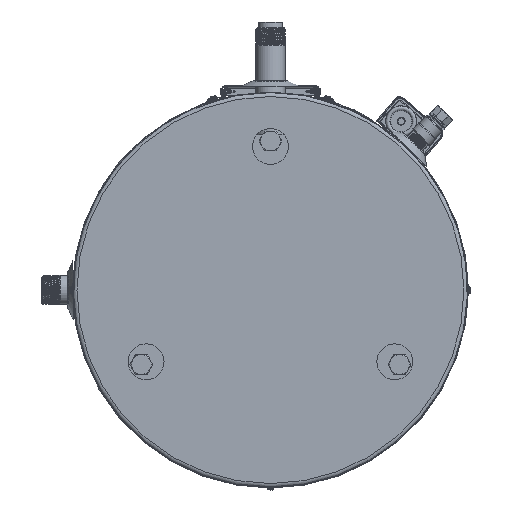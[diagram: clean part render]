
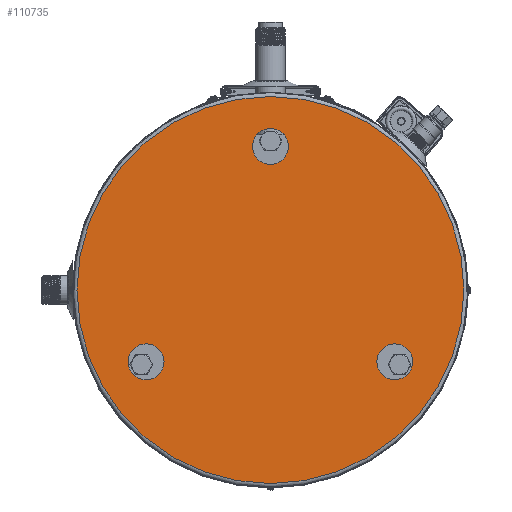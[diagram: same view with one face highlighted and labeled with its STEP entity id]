
A CAD part, front view. The second image highlights one B-rep face of the part: STEP entity #110735.
In plain terms, the highlighted planar face has unit normal (0, -1, 0).
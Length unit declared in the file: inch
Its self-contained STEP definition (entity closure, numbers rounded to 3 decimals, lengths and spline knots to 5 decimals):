
#1857 = DIRECTION ( 'NONE',  ( 0., 0., 1. ) ) ;
#2310 = AXIS2_PLACEMENT_3D ( 'NONE', #55665, #145418, #33534 ) ;
#4504 = CARTESIAN_POINT ( 'NONE',  ( 0., 0., 9. ) ) ;
#7166 = CIRCLE ( 'NONE', #80093, 1. ) ;
#10994 = CARTESIAN_POINT ( 'NONE',  ( 6.9282, 0., -3. ) ) ;
#13615 = DIRECTION ( 'NONE',  ( 0., 1., 0. ) ) ;
#23500 = DIRECTION ( 'NONE',  ( 0., 1., 0. ) ) ;
#25783 = VERTEX_POINT ( 'NONE', #4504 ) ;
#27394 = ORIENTED_EDGE ( 'NONE', *, *, #133191, .T. ) ;
#30293 = CARTESIAN_POINT ( 'NONE',  ( 0., 0., -10.78 ) ) ;
#30370 = DIRECTION ( 'NONE',  ( 0., 0., 1. ) ) ;
#32574 = DIRECTION ( 'NONE',  ( 0., 1., 0. ) ) ;
#33083 = AXIS2_PLACEMENT_3D ( 'NONE', #136644, #13615, #1857 ) ;
#33534 = DIRECTION ( 'NONE',  ( 0., 0., 1. ) ) ;
#34583 = DIRECTION ( 'NONE',  ( 0., 0., 1. ) ) ;
#34934 = CIRCLE ( 'NONE', #39354, 10.78 ) ;
#35468 = CARTESIAN_POINT ( 'NONE',  ( -6.9282, 0., -3. ) ) ;
#38323 = EDGE_LOOP ( 'NONE', ( #79717 ) ) ;
#39354 = AXIS2_PLACEMENT_3D ( 'NONE', #63273, #52221, #142012 ) ;
#44347 = VERTEX_POINT ( 'NONE', #35468 ) ;
#46585 = EDGE_LOOP ( 'NONE', ( #27394 ) ) ;
#46796 = FACE_BOUND ( 'NONE', #47391, .T. ) ;
#47220 = CIRCLE ( 'NONE', #33083, 1. ) ;
#47391 = EDGE_LOOP ( 'NONE', ( #95156 ) ) ;
#47584 = EDGE_LOOP ( 'NONE', ( #128196 ) ) ;
#52221 = DIRECTION ( 'NONE',  ( 0., -1., 0. ) ) ;
#54001 = CARTESIAN_POINT ( 'NONE',  ( -6.9282, 0., -4. ) ) ;
#55665 = CARTESIAN_POINT ( 'NONE',  ( 0., 0., 0. ) ) ;
#63273 = CARTESIAN_POINT ( 'NONE',  ( 0., 0., 0. ) ) ;
#79167 = FACE_BOUND ( 'NONE', #46585, .T. ) ;
#79717 = ORIENTED_EDGE ( 'NONE', *, *, #95906, .T. ) ;
#80093 = AXIS2_PLACEMENT_3D ( 'NONE', #80963, #23500, #34583 ) ;
#80963 = CARTESIAN_POINT ( 'NONE',  ( 0., 0., 8. ) ) ;
#83168 = AXIS2_PLACEMENT_3D ( 'NONE', #54001, #32574, #30370 ) ;
#95156 = ORIENTED_EDGE ( 'NONE', *, *, #102244, .T. ) ;
#95906 = EDGE_CURVE ( 'NONE', #109909, #109909, #34934, .T. ) ;
#102010 = FACE_OUTER_BOUND ( 'NONE', #38323, .T. ) ;
#102244 = EDGE_CURVE ( 'NONE', #25783, #25783, #7166, .T. ) ;
#102757 = FACE_BOUND ( 'NONE', #47584, .T. ) ;
#109909 = VERTEX_POINT ( 'NONE', #30293 ) ;
#110735 = ADVANCED_FACE ( 'NONE', ( #102757, #79167, #46796, #102010 ), #134485, .F. ) ;
#111186 = EDGE_CURVE ( 'NONE', #133287, #133287, #47220, .T. ) ;
#125526 = CIRCLE ( 'NONE', #83168, 1. ) ;
#128196 = ORIENTED_EDGE ( 'NONE', *, *, #111186, .T. ) ;
#133191 = EDGE_CURVE ( 'NONE', #44347, #44347, #125526, .T. ) ;
#133287 = VERTEX_POINT ( 'NONE', #10994 ) ;
#134485 = PLANE ( 'NONE',  #2310 ) ;
#136644 = CARTESIAN_POINT ( 'NONE',  ( 6.9282, 0., -4. ) ) ;
#142012 = DIRECTION ( 'NONE',  ( 0., 0., -1. ) ) ;
#145418 = DIRECTION ( 'NONE',  ( 0., 1., 0. ) ) ;
